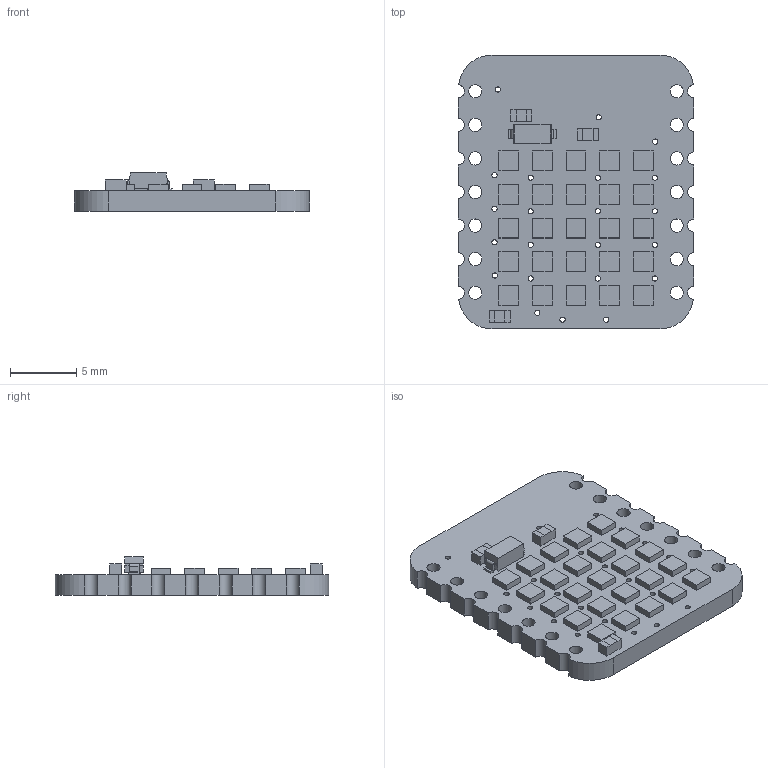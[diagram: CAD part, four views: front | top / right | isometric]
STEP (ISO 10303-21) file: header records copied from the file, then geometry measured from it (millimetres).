
FILE_DESCRIPTION(/* description */ (''),/* implementation_level */ '2;1');
FILE_NAME(/* name */ 'Adafruit_5x5_NeoPixel_Grid_BFF.step',/* time_stamp */ '2022-11-22T15:05:38-05:00',/* author */ (''),/* organization */ (''),/* preprocessor_version */ 'ST-DEVELOPER v19.2',/* originating_system */ 'Autodesk Translation Framework v11.17.0.187',/* authorisation */ '');
FILE_SCHEMA (('AUTOMOTIVE_DESIGN { 1 0 10303 214 3 1 1 }'));
Length unit declared in the file: millimetre
Products named in the file (6): Adafruit_5x5_NeoPixel_Grid_BFF; PCB Component; Board; WS2812B_SK6805_1515; MBR120; 10uF
Assembly tree (31 placements, depth 3):
  Adafruit_5x5_NeoPixel_Grid_BFF
    PCB Component
      Board
      WS2812B_SK6805_1515  x25
      MBR120
      10uF  x3
Bounding box: 17.78 x 20.7 x 2.92 mm (x, y, z)
Volume: 575.6 mm3; surface area: 1240.3 mm2
Topology: 130 solids, 130 shells, 1394 faces, 3102 edges, 2068 vertices
Faces by surface type: plane 1332, cylinder 62
Full cylindrical faces by diameter (mm): 0.394 x22, 1 x14
Entity records: 5829 total; most frequent: DIRECTION 968, CARTESIAN_POINT 933, ORIENTED_EDGE 876, EDGE_CURVE 438, AXIS2_PLACEMENT_3D 327, LINE 314, VECTOR 314, VERTEX_POINT 292
